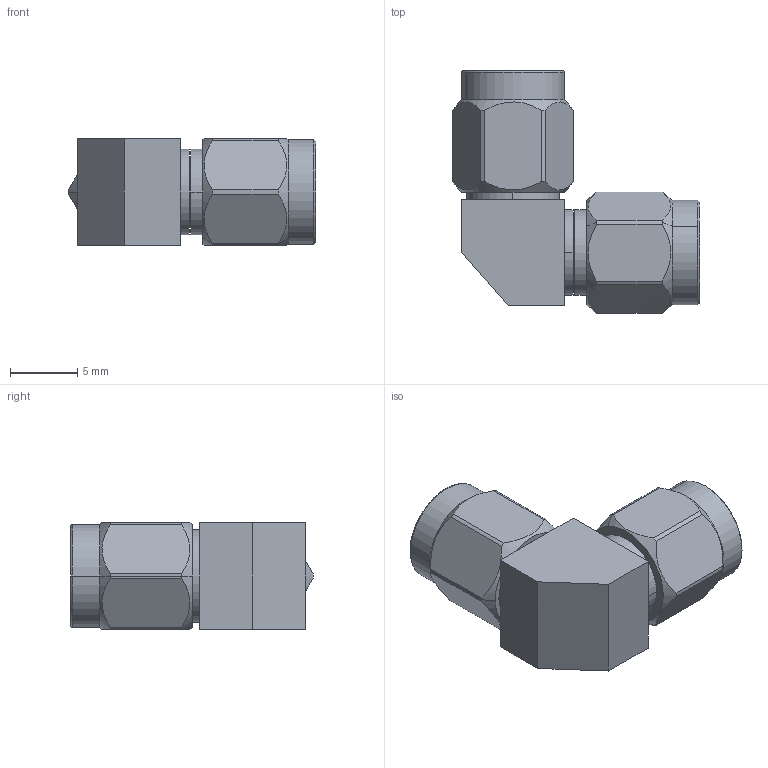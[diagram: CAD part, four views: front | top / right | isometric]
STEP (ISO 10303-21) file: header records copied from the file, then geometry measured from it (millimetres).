
FILE_DESCRIPTION (( 'STEP AP203' ), '1' );
FILE_NAME ('PE91110.step', '2019-07-18T22:30:10', ( '' ), ( '' ), 'SwSTEP 2.0', 'SolidWorks 2018', '' );
FILE_SCHEMA (( 'CONFIG_CONTROL_DESIGN' ));
Length unit declared in the file: inch
Products named in the file (1): PE91110
Bounding box: 18.34 x 17.98 x 7.94 mm (x, y, z)
Volume: 1181.9 mm3; surface area: 1252.9 mm2
Topology: 1 solids, 1 shells, 127 faces, 310 edges, 200 vertices
Faces by surface type: cylinder 64, plane 34, cone 19, bspline 10
Entity records: 6901 total; most frequent: CARTESIAN_POINT 3987, ORIENTED_EDGE 620, DIRECTION 566, EDGE_CURVE 310, AXIS2_PLACEMENT_3D 229, VERTEX_POINT 200, EDGE_LOOP 142, ADVANCED_FACE 127
